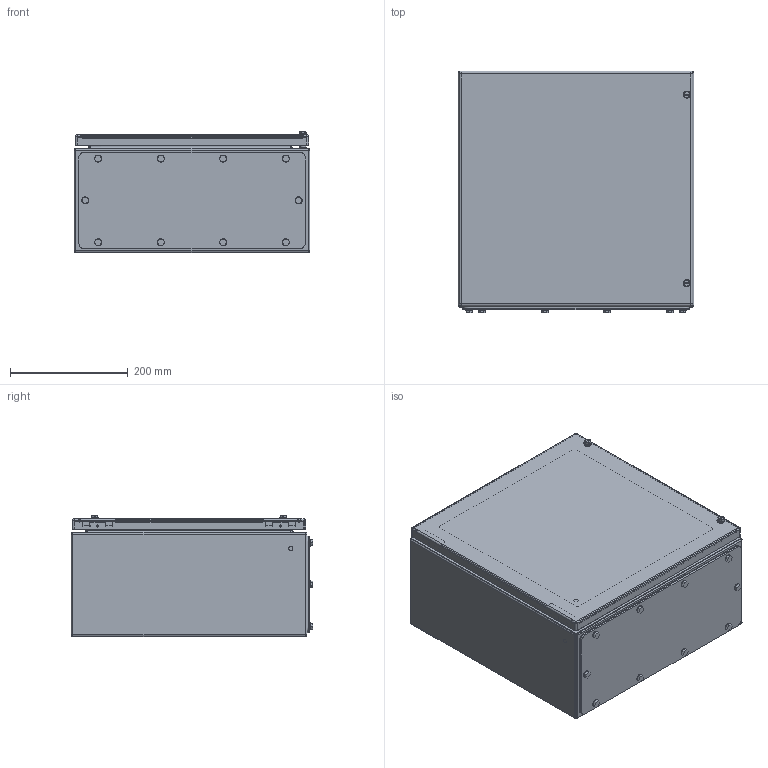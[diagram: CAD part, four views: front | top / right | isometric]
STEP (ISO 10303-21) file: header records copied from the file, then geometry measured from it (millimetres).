
FILE_DESCRIPTION(('CATIA V5 STEP Exchange','CAx-IF Rec.Pracs.--- Model Styling and Organization---1.4--- 2014-01-23'),'2;1');
FILE_NAME ('D1518387_1_8000090354_LD_8000090354_KEBI_HS_404020_S2N1_AL.stp','2022-02-16T08:41:27+00:00',('none'),('Weidmueller'),'CATIA Version 5-6 Release 2016 SP3 HF44','CATIA V5 STEP AP214','none');
FILE_SCHEMA(('AUTOMOTIVE_DESIGN { 1 0 10303 214 1 1 1 1 }'));
Length unit declared in the file: millimetre
Products named in the file (1): HS KEBI 400X400X200 1GP
Bounding box: 400 x 410 x 205.6 mm (x, y, z)
Volume: 1444309.5 mm3; surface area: 1593679.5 mm2
Topology: 48 solids, 48 shells, 1000 faces, 2366 edges, 1496 vertices
Faces by surface type: cylinder 468, plane 400, cone 68, sphere 24, torus 24, bspline 16
Entity records: 32470 total; most frequent: CARTESIAN_POINT 10355, ORIENTED_EDGE 4684, DIRECTION 3910, EDGE_CURVE 2342, AXIS2_PLACEMENT_3D 1693, VERTEX_POINT 1496, VECTOR 1234, LINE 1234
